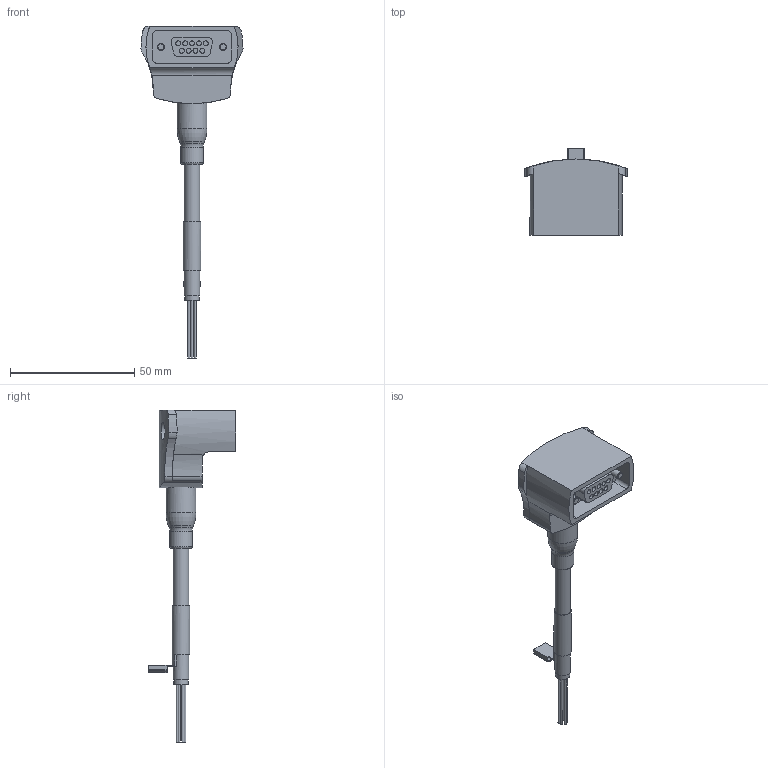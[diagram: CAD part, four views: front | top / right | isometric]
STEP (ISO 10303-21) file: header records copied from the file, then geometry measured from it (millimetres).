
FILE_DESCRIPTION(/* description */ ('STEP AP214'),/* implementation_level */ '2;1');
FILE_NAME(/* name */ '1450736_NEBM-S1W9-E-1_5-Q5-LE6',/* time_stamp */ '2024-09-12T19:34:24+02:00',/* author */ ('License CC BY-ND 4.0'),/* organization */ ('CADENAS'),/* preprocessor_version */ 'ST-DEVELOPER v19.3',/* originating_system */ 'PARTsolutions',/* authorisation */ ' ');
FILE_SCHEMA (('AUTOMOTIVE_DESIGN {1 0 10303 214 3 1 1}'));
Length unit declared in the file: millimetre
Products named in the file (1): 1450736 NEBM-S1W9-E-1.5-Q5-LE6
Bounding box: 40.99 x 35.05 x 133.4 mm (x, y, z)
Volume: 27054.4 mm3; surface area: 9543.5 mm2
Topology: 1 solids, 1 shells, 157 faces, 385 edges, 258 vertices
Faces by surface type: plane 82, cylinder 67, cone 5, torus 3
Full cylindrical faces by diameter (mm): 0.9 x6, 2 x9, 3 x2, 4.8 x1, 5.8 x1, 6.2 x2, 7 x3, 9 x1, 12 x1
Entity records: 5546 total; most frequent: CARTESIAN_POINT 891, DIRECTION 728, ORIENTED_EDGE 672, EDGE_CURVE 336, AXIS2_PLACEMENT_3D 268, VERTEX_POINT 243, EDGE_LOOP 219, FACE_BOUND 219
